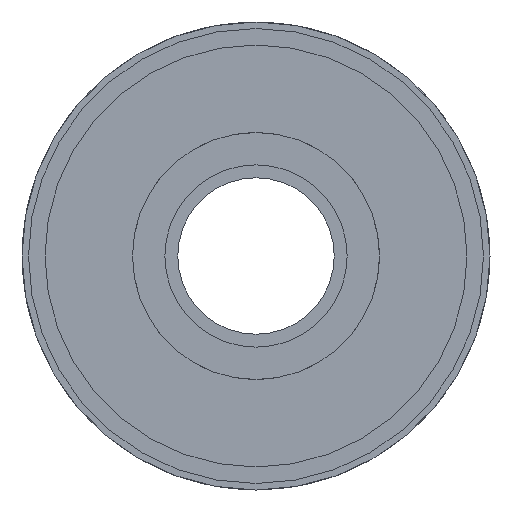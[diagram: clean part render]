
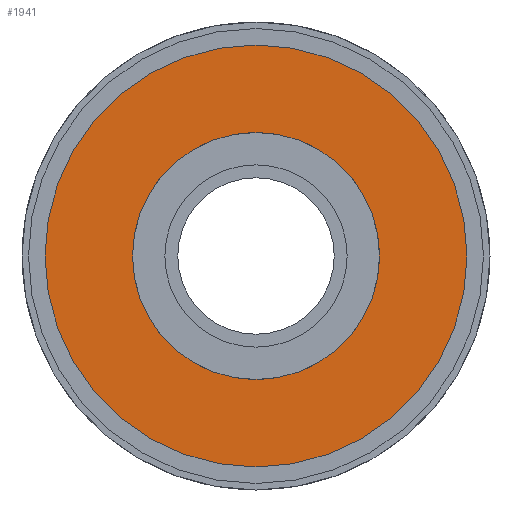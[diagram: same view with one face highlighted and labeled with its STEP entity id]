
A CAD part, left-side view. The second image highlights one B-rep face of the part: STEP entity #1941.
In plain terms, the highlighted face is planar.
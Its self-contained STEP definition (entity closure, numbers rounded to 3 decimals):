
#16 = CARTESIAN_POINT ( 'NONE',  ( 0., -11.9, 81.15 ) ) ;
#27 = VERTEX_POINT ( 'NONE', #1255 ) ;
#127 = FACE_OUTER_BOUND ( 'NONE', #1575, .T. ) ;
#210 = CIRCLE ( 'NONE', #438, 81.15 ) ;
#245 = ORIENTED_EDGE ( 'NONE', *, *, #2104, .F. ) ;
#400 = EDGE_CURVE ( 'NONE', #27, #27, #686, .T. ) ;
#438 = AXIS2_PLACEMENT_3D ( 'NONE', #1763, #709, #1401 ) ;
#488 = CARTESIAN_POINT ( 'NONE',  ( 0., -11.9, 0. ) ) ;
#633 = DIRECTION ( 'NONE',  ( 0., -1., 0. ) ) ;
#686 = CIRCLE ( 'NONE', #1582, 31.75 ) ;
#709 = DIRECTION ( 'NONE',  ( 0., 1., 0. ) ) ;
#841 = AXIS2_PLACEMENT_3D ( 'NONE', #488, #1193, #1517 ) ;
#1193 = DIRECTION ( 'NONE',  ( 0., 1., 0. ) ) ;
#1255 = CARTESIAN_POINT ( 'NONE',  ( 0., -11.9, 31.75 ) ) ;
#1355 = EDGE_LOOP ( 'NONE', ( #2012 ) ) ;
#1357 = PLANE ( 'NONE',  #841 ) ;
#1401 = DIRECTION ( 'NONE',  ( 0., 0., 1. ) ) ;
#1506 = CARTESIAN_POINT ( 'NONE',  ( 0., -11.9, 0. ) ) ;
#1517 = DIRECTION ( 'NONE',  ( 0., 0., 1. ) ) ;
#1575 = EDGE_LOOP ( 'NONE', ( #245 ) ) ;
#1582 = AXIS2_PLACEMENT_3D ( 'NONE', #1506, #633, #1872 ) ;
#1623 = FACE_BOUND ( 'NONE', #1355, .T. ) ;
#1699 = VERTEX_POINT ( 'NONE', #16 ) ;
#1763 = CARTESIAN_POINT ( 'NONE',  ( 0., -11.9, 0. ) ) ;
#1872 = DIRECTION ( 'NONE',  ( 0., 0., 1. ) ) ;
#1941 = ADVANCED_FACE ( 'NONE', ( #1623, #127 ), #1357, .F. ) ;
#2012 = ORIENTED_EDGE ( 'NONE', *, *, #400, .F. ) ;
#2104 = EDGE_CURVE ( 'NONE', #1699, #1699, #210, .T. ) ;
